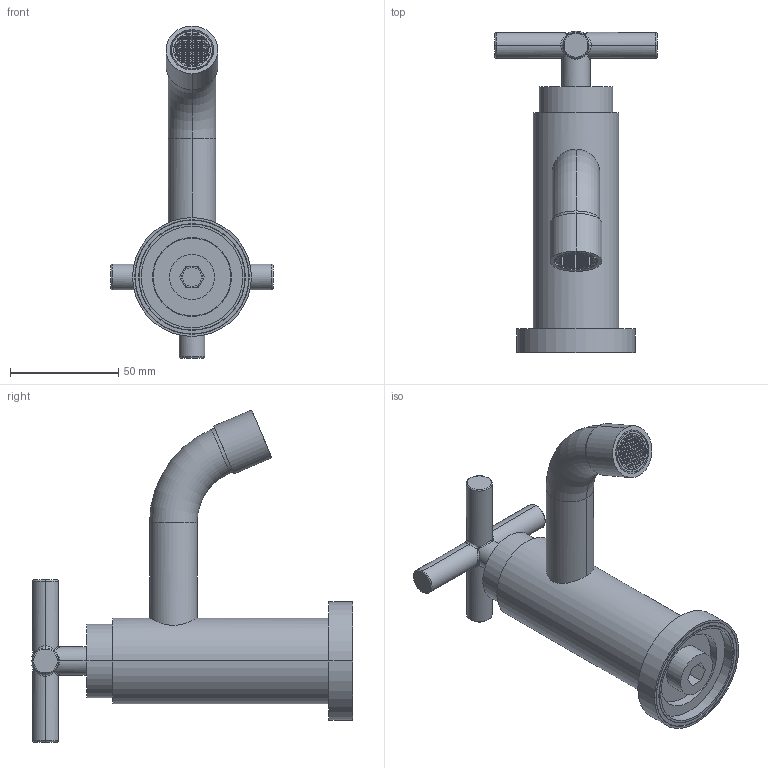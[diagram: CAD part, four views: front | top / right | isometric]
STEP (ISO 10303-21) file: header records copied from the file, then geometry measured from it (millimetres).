
FILE_DESCRIPTION((''),'2;1');
FILE_NAME('QTV090CR','2021-09-30T10:55:59',('ut3'),('PAFFONI SpA'),'CREO PARAMETRIC BY PTC INC, 2020044','CREO PARAMETRIC BY PTC INC, 2020044','');
FILE_SCHEMA(('CONFIG_CONTROL_DESIGN','SHAPE_APPEARANCE_LAYERS_GROUPS'));
Length unit declared in the file: millimetre
Products named in the file (1): QTV090CR
Bounding box: 75 x 148.7 x 153.7 mm (x, y, z)
Volume: 165831.8 mm3; surface area: 57559.3 mm2
Topology: 4 solids, 4 shells, 1858 faces, 5606 edges, 3680 vertices
Faces by surface type: plane 1618, cylinder 137, cone 44, torus 32, bspline 22, sphere 5
Entity records: 80478 total; most frequent: CARTESIAN_POINT 14557, ORIENTED_EDGE 11204, DIRECTION 10351, EDGE_CURVE 5602, VECTOR 3855, LINE 3855, VERTEX_POINT 3680, AXIS2_PLACEMENT_3D 3248
